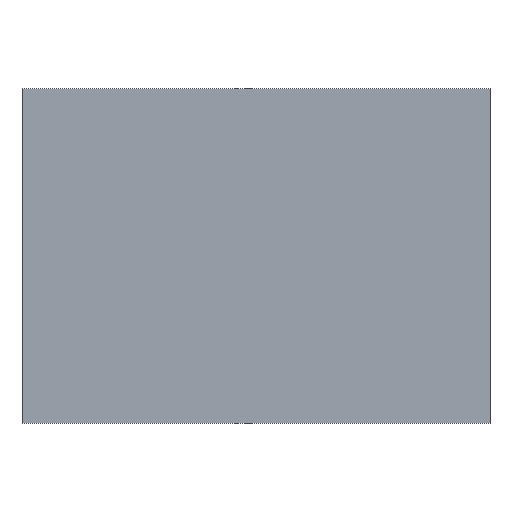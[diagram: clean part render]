
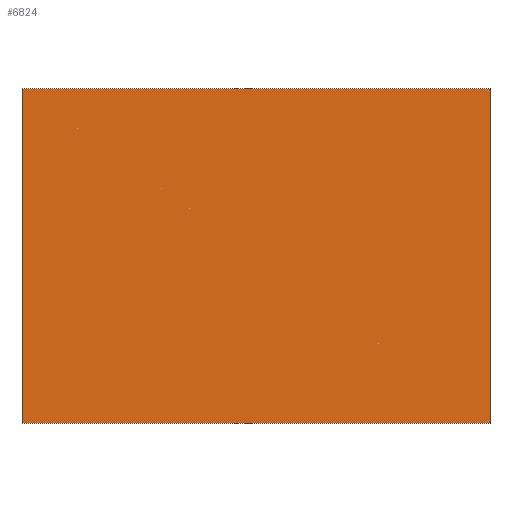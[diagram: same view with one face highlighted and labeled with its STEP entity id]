
A CAD part, front view. The second image highlights one B-rep face of the part: STEP entity #6824.
In plain terms, the highlighted planar face has unit normal (0, -1, 0).
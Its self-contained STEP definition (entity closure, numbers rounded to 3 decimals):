
#1082=FACE_OUTER_BOUND('',#1484,.T.);
#1484=EDGE_LOOP('',(#4972,#4973,#4974,#4975));
#2060=LINE('',#10171,#2669);
#2063=LINE('',#10177,#2672);
#2066=LINE('',#10183,#2675);
#2069=LINE('',#10187,#2678);
#2669=VECTOR('',#8363,1.);
#2672=VECTOR('',#8368,1.);
#2675=VECTOR('',#8373,1.);
#2678=VECTOR('',#8378,1.);
#3226=VERTEX_POINT('',#10168);
#3227=VERTEX_POINT('',#10170);
#3229=VERTEX_POINT('',#10176);
#3231=VERTEX_POINT('',#10182);
#3886=EDGE_CURVE('',#3227,#3226,#2060,.T.);
#3889=EDGE_CURVE('',#3229,#3227,#2063,.T.);
#3892=EDGE_CURVE('',#3231,#3229,#2066,.T.);
#3895=EDGE_CURVE('',#3226,#3231,#2069,.T.);
#4972=ORIENTED_EDGE('',*,*,#3895,.T.);
#4973=ORIENTED_EDGE('',*,*,#3892,.T.);
#4974=ORIENTED_EDGE('',*,*,#3889,.T.);
#4975=ORIENTED_EDGE('',*,*,#3886,.T.);
#6612=PLANE('',#7565);
#6824=ADVANCED_FACE('',(#1082),#6612,.T.);
#7565=AXIS2_PLACEMENT_3D('',#10188,#8379,#8380);
#8363=DIRECTION('',(0.,0.,-1.));
#8368=DIRECTION('',(-1.,0.,0.));
#8373=DIRECTION('',(0.,0.,1.));
#8378=DIRECTION('',(1.,0.,0.));
#8379=DIRECTION('center_axis',(0.,-1.,0.));
#8380=DIRECTION('ref_axis',(0.,0.,-1.));
#10168=CARTESIAN_POINT('',(-350.,-32.54,-250.));
#10170=CARTESIAN_POINT('',(-350.,-32.54,250.));
#10171=CARTESIAN_POINT('',(-350.,-32.54,250.));
#10176=CARTESIAN_POINT('',(350.,-32.54,250.));
#10177=CARTESIAN_POINT('',(350.,-32.54,250.));
#10182=CARTESIAN_POINT('',(350.,-32.54,-250.));
#10183=CARTESIAN_POINT('',(350.,-32.54,-250.));
#10187=CARTESIAN_POINT('',(-350.,-32.54,-250.));
#10188=CARTESIAN_POINT('Origin',(0.,-32.54,0.));
